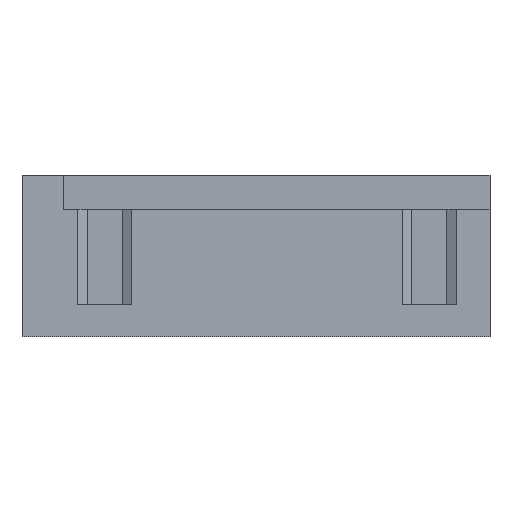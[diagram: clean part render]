
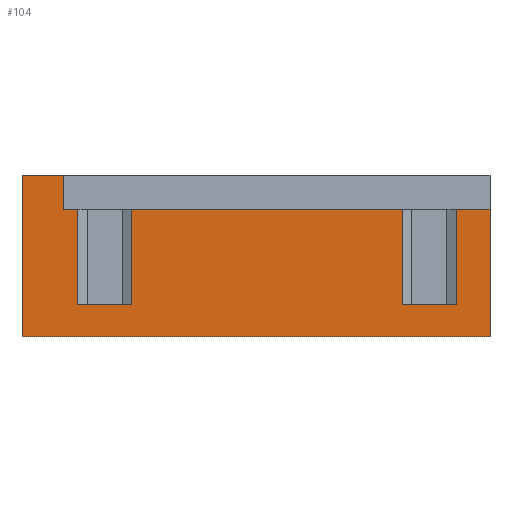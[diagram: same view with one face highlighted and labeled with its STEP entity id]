
A CAD part, front view. The second image highlights one B-rep face of the part: STEP entity #104.
In plain terms, the highlighted planar face has unit normal (0, -1, 0).
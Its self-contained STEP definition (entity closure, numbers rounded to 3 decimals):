
#24 = VERTEX_POINT('',#25);
#25 = CARTESIAN_POINT('',(20.,-36.,-6.));
#31 = EDGE_CURVE('',#24,#32,#34,.T.);
#32 = VERTEX_POINT('',#33);
#33 = CARTESIAN_POINT('',(-2.,-36.,-6.));
#34 = LINE('',#35,#36);
#35 = CARTESIAN_POINT('',(20.,-36.,-6.));
#36 = VECTOR('',#37,1.);
#37 = DIRECTION('',(-1.,-0.,-0.));
#62 = EDGE_CURVE('',#63,#24,#65,.T.);
#63 = VERTEX_POINT('',#64);
#64 = CARTESIAN_POINT('',(20.,-36.,0.));
#65 = LINE('',#66,#67);
#66 = CARTESIAN_POINT('',(20.,-36.,0.));
#67 = VECTOR('',#68,1.);
#68 = DIRECTION('',(0.,0.,-1.));
#104 = ADVANCED_FACE('',(#105),#203,.T.);
#105 = FACE_BOUND('',#106,.F.);
#106 = EDGE_LOOP('',(#107,#115,#116,#117,#125,#133,#141,#149,#157,#165,
    #173,#181,#189,#197));
#107 = ORIENTED_EDGE('',*,*,#108,.F.);
#108 = EDGE_CURVE('',#63,#109,#111,.T.);
#109 = VERTEX_POINT('',#110);
#110 = CARTESIAN_POINT('',(18.41,-36.,0.));
#111 = LINE('',#112,#113);
#112 = CARTESIAN_POINT('',(20.,-36.,0.));
#113 = VECTOR('',#114,1.);
#114 = DIRECTION('',(-1.,-0.,-0.));
#115 = ORIENTED_EDGE('',*,*,#62,.T.);
#116 = ORIENTED_EDGE('',*,*,#31,.T.);
#117 = ORIENTED_EDGE('',*,*,#118,.F.);
#118 = EDGE_CURVE('',#119,#32,#121,.T.);
#119 = VERTEX_POINT('',#120);
#120 = CARTESIAN_POINT('',(-2.,-36.,1.6));
#121 = LINE('',#122,#123);
#122 = CARTESIAN_POINT('',(-2.,-36.,0.));
#123 = VECTOR('',#124,1.);
#124 = DIRECTION('',(0.,0.,-1.));
#125 = ORIENTED_EDGE('',*,*,#126,.T.);
#126 = EDGE_CURVE('',#119,#127,#129,.T.);
#127 = VERTEX_POINT('',#128);
#128 = CARTESIAN_POINT('',(-0.05,-36.,1.6));
#129 = LINE('',#130,#131);
#130 = CARTESIAN_POINT('',(-2.,-36.,1.6));
#131 = VECTOR('',#132,1.);
#132 = DIRECTION('',(1.,0.,0.));
#133 = ORIENTED_EDGE('',*,*,#134,.F.);
#134 = EDGE_CURVE('',#135,#127,#137,.T.);
#135 = VERTEX_POINT('',#136);
#136 = CARTESIAN_POINT('',(-0.05,-36.,0.));
#137 = LINE('',#138,#139);
#138 = CARTESIAN_POINT('',(-0.05,-36.,0.));
#139 = VECTOR('',#140,1.);
#140 = DIRECTION('',(0.,0.,1.));
#141 = ORIENTED_EDGE('',*,*,#142,.F.);
#142 = EDGE_CURVE('',#143,#135,#145,.T.);
#143 = VERTEX_POINT('',#144);
#144 = CARTESIAN_POINT('',(0.63,-36.,0.));
#145 = LINE('',#146,#147);
#146 = CARTESIAN_POINT('',(20.,-36.,0.));
#147 = VECTOR('',#148,1.);
#148 = DIRECTION('',(-1.,-0.,-0.));
#149 = ORIENTED_EDGE('',*,*,#150,.T.);
#150 = EDGE_CURVE('',#143,#151,#153,.T.);
#151 = VERTEX_POINT('',#152);
#152 = CARTESIAN_POINT('',(0.63,-36.,-4.5));
#153 = LINE('',#154,#155);
#154 = CARTESIAN_POINT('',(0.63,-36.,0.));
#155 = VECTOR('',#156,1.);
#156 = DIRECTION('',(0.,0.,-1.));
#157 = ORIENTED_EDGE('',*,*,#158,.T.);
#158 = EDGE_CURVE('',#151,#159,#161,.T.);
#159 = VERTEX_POINT('',#160);
#160 = CARTESIAN_POINT('',(3.17,-36.,-4.5));
#161 = LINE('',#162,#163);
#162 = CARTESIAN_POINT('',(0.63,-36.,-4.5));
#163 = VECTOR('',#164,1.);
#164 = DIRECTION('',(1.,0.,0.));
#165 = ORIENTED_EDGE('',*,*,#166,.F.);
#166 = EDGE_CURVE('',#167,#159,#169,.T.);
#167 = VERTEX_POINT('',#168);
#168 = CARTESIAN_POINT('',(3.17,-36.,0.));
#169 = LINE('',#170,#171);
#170 = CARTESIAN_POINT('',(3.17,-36.,0.));
#171 = VECTOR('',#172,1.);
#172 = DIRECTION('',(0.,0.,-1.));
#173 = ORIENTED_EDGE('',*,*,#174,.F.);
#174 = EDGE_CURVE('',#175,#167,#177,.T.);
#175 = VERTEX_POINT('',#176);
#176 = CARTESIAN_POINT('',(15.87,-36.,0.));
#177 = LINE('',#178,#179);
#178 = CARTESIAN_POINT('',(20.,-36.,0.));
#179 = VECTOR('',#180,1.);
#180 = DIRECTION('',(-1.,-0.,-0.));
#181 = ORIENTED_EDGE('',*,*,#182,.T.);
#182 = EDGE_CURVE('',#175,#183,#185,.T.);
#183 = VERTEX_POINT('',#184);
#184 = CARTESIAN_POINT('',(15.87,-36.,-4.5));
#185 = LINE('',#186,#187);
#186 = CARTESIAN_POINT('',(15.87,-36.,0.));
#187 = VECTOR('',#188,1.);
#188 = DIRECTION('',(0.,0.,-1.));
#189 = ORIENTED_EDGE('',*,*,#190,.T.);
#190 = EDGE_CURVE('',#183,#191,#193,.T.);
#191 = VERTEX_POINT('',#192);
#192 = CARTESIAN_POINT('',(18.41,-36.,-4.5));
#193 = LINE('',#194,#195);
#194 = CARTESIAN_POINT('',(15.87,-36.,-4.5));
#195 = VECTOR('',#196,1.);
#196 = DIRECTION('',(1.,0.,0.));
#197 = ORIENTED_EDGE('',*,*,#198,.F.);
#198 = EDGE_CURVE('',#109,#191,#199,.T.);
#199 = LINE('',#200,#201);
#200 = CARTESIAN_POINT('',(18.41,-36.,0.));
#201 = VECTOR('',#202,1.);
#202 = DIRECTION('',(0.,0.,-1.));
#203 = PLANE('',#204);
#204 = AXIS2_PLACEMENT_3D('',#205,#206,#207);
#205 = CARTESIAN_POINT('',(8.458,-36.,-2.742));
#206 = DIRECTION('',(0.,-1.,0.));
#207 = DIRECTION('',(0.,0.,1.));
